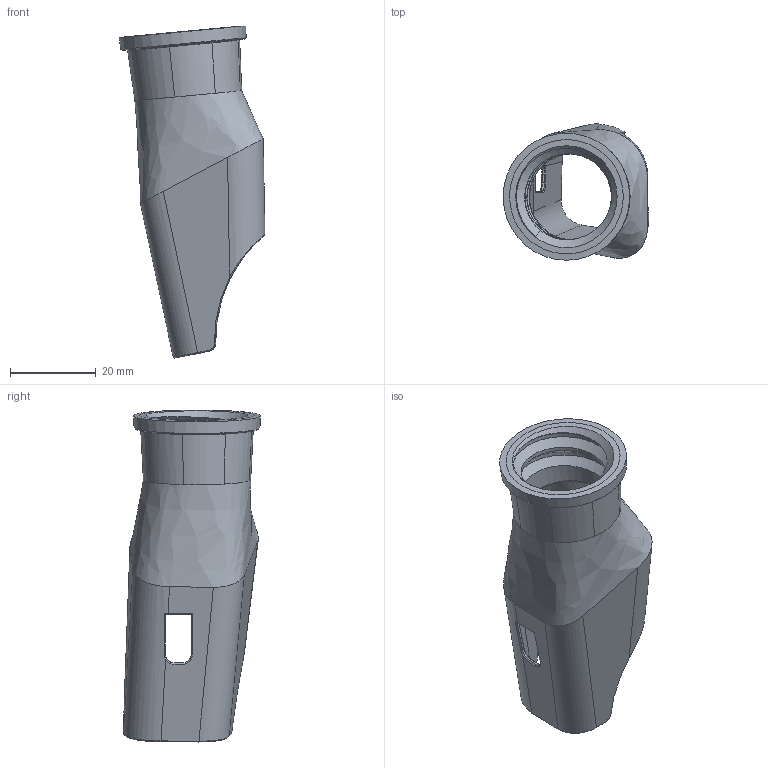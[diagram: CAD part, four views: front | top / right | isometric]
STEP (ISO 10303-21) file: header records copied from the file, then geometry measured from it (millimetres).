
FILE_DESCRIPTION(/* description */ ('STEP AP242','CAx-IF Rec.Pracs.---Representation and Presentation of Product Manufacturing Information (PMI)---4.0---2014-10-13','CAx-IF Rec.Pracs.---3D Tessellated Geometry---0.4---2014-09-14','2;1'),/* implementation_level */ '2;1');
FILE_NAME(/* name */ '63a4d3a751d91143ed2480cc',/* time_stamp */ '2022-12-22T22:01:13+00:00',/* author */ (''),/* organization */ (''),/* preprocessor_version */ 'ST-DEVELOPER v18.102',/* originating_system */ ' ',/* authorisation */ ' ');
FILE_SCHEMA (('AP242_MANAGED_MODEL_BASED_3D_ENGINEERING_MIM_LF { 1 0 10303 442 1 1 4 }'));
Length unit declared in the file: metre
Products named in the file (1): Part 4
Bounding box: 33.91 x 31.9 x 77.25 mm (x, y, z)
Volume: 8051.5 mm3; surface area: 10961.5 mm2
Topology: 1 solids, 1 shells, 139 faces, 369 edges, 229 vertices
Faces by surface type: bspline 81, plane 31, cylinder 20, cone 6, torus 1
Full cylindrical faces by diameter (mm): 20 x2
Entity records: 7449 total; most frequent: CARTESIAN_POINT 4943, ORIENTED_EDGE 692, EDGE_CURVE 346, B_SPLINE_CURVE_WITH_KNOTS 271, VERTEX_POINT 218, DIRECTION 195, EDGE_LOOP 148, FACE_BOUND 148
